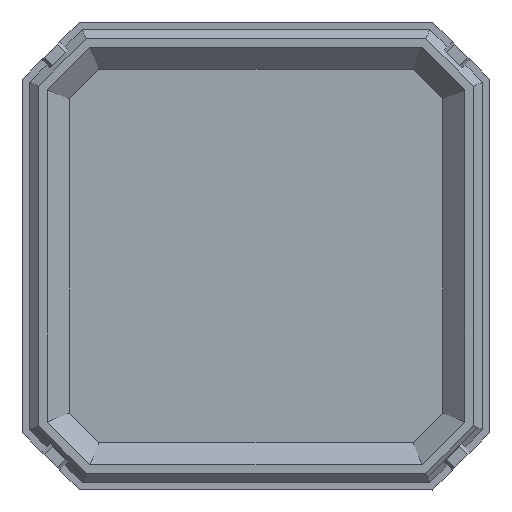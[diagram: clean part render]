
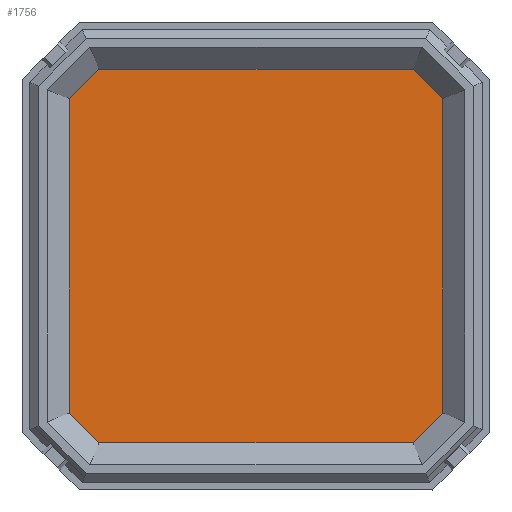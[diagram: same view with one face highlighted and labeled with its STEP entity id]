
A CAD part, top view. The second image highlights one B-rep face of the part: STEP entity #1756.
In plain terms, the highlighted planar face has unit normal (0, 0, 1).
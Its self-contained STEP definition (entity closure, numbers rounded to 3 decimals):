
#50=FACE_OUTER_BOUND('',#146,.T.);
#146=EDGE_LOOP('',(#1315,#1316,#1317,#1318,#1319,#1320,#1321,#1322));
#321=LINE('',#2604,#573);
#324=LINE('',#2609,#576);
#326=LINE('',#2613,#578);
#328=LINE('',#2617,#580);
#330=LINE('',#2621,#582);
#332=LINE('',#2625,#584);
#334=LINE('',#2629,#586);
#336=LINE('',#2632,#588);
#573=VECTOR('',#2096,10.);
#576=VECTOR('',#2101,10.);
#578=VECTOR('',#2105,10.);
#580=VECTOR('',#2109,10.);
#582=VECTOR('',#2113,10.);
#584=VECTOR('',#2117,10.);
#586=VECTOR('',#2121,10.);
#588=VECTOR('',#2125,10.);
#801=VERTEX_POINT('',#2602);
#802=VERTEX_POINT('',#2603);
#803=VERTEX_POINT('',#2608);
#804=VERTEX_POINT('',#2612);
#805=VERTEX_POINT('',#2616);
#806=VERTEX_POINT('',#2620);
#807=VERTEX_POINT('',#2624);
#808=VERTEX_POINT('',#2628);
#985=EDGE_CURVE('',#801,#802,#321,.T.);
#988=EDGE_CURVE('',#802,#803,#324,.T.);
#990=EDGE_CURVE('',#803,#804,#326,.T.);
#992=EDGE_CURVE('',#804,#805,#328,.T.);
#994=EDGE_CURVE('',#805,#806,#330,.T.);
#996=EDGE_CURVE('',#806,#807,#332,.T.);
#998=EDGE_CURVE('',#807,#808,#334,.T.);
#1000=EDGE_CURVE('',#808,#801,#336,.T.);
#1315=ORIENTED_EDGE('',*,*,#985,.T.);
#1316=ORIENTED_EDGE('',*,*,#988,.T.);
#1317=ORIENTED_EDGE('',*,*,#990,.T.);
#1318=ORIENTED_EDGE('',*,*,#992,.T.);
#1319=ORIENTED_EDGE('',*,*,#994,.T.);
#1320=ORIENTED_EDGE('',*,*,#996,.T.);
#1321=ORIENTED_EDGE('',*,*,#998,.T.);
#1322=ORIENTED_EDGE('',*,*,#1000,.T.);
#1661=PLANE('',#1865);
#1756=ADVANCED_FACE('',(#50),#1661,.T.);
#1865=AXIS2_PLACEMENT_3D('',#2633,#2126,#2127);
#2096=DIRECTION('',(0.,-1.,0.));
#2101=DIRECTION('',(0.707,-0.707,0.));
#2105=DIRECTION('',(1.,0.,0.));
#2109=DIRECTION('',(0.707,0.707,0.));
#2113=DIRECTION('',(0.,1.,0.));
#2117=DIRECTION('',(-0.707,0.707,0.));
#2121=DIRECTION('',(-1.,0.,0.));
#2125=DIRECTION('',(-0.707,-0.707,0.));
#2126=DIRECTION('center_axis',(0.,0.,1.));
#2127=DIRECTION('ref_axis',(1.,0.,0.));
#2602=CARTESIAN_POINT('',(-17.175,14.436,2.));
#2603=CARTESIAN_POINT('',(-17.175,-14.436,2.));
#2604=CARTESIAN_POINT('',(-17.175,15.265,2.));
#2608=CARTESIAN_POINT('',(-14.436,-17.175,2.));
#2609=CARTESIAN_POINT('',(-17.761,-13.851,2.));
#2612=CARTESIAN_POINT('',(14.436,-17.175,2.));
#2613=CARTESIAN_POINT('',(-15.265,-17.175,2.));
#2616=CARTESIAN_POINT('',(17.175,-14.436,2.));
#2617=CARTESIAN_POINT('',(13.851,-17.761,2.));
#2620=CARTESIAN_POINT('',(17.175,14.436,2.));
#2621=CARTESIAN_POINT('',(17.175,-15.265,2.));
#2624=CARTESIAN_POINT('',(14.436,17.175,2.));
#2625=CARTESIAN_POINT('',(17.761,13.851,2.));
#2628=CARTESIAN_POINT('',(-14.436,17.175,2.));
#2629=CARTESIAN_POINT('',(15.265,17.175,2.));
#2632=CARTESIAN_POINT('',(-13.851,17.761,2.));
#2633=CARTESIAN_POINT('Origin',(0.,0.,
2.));
